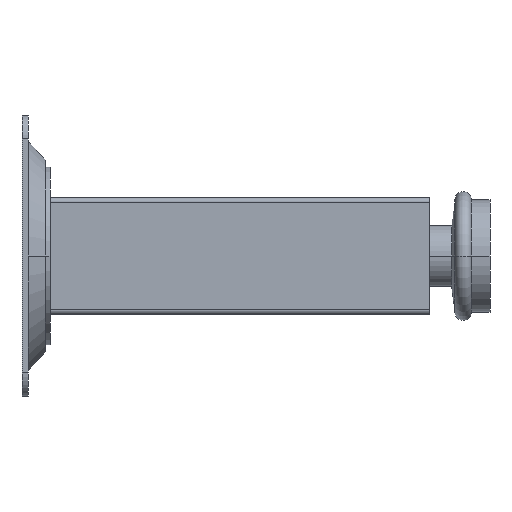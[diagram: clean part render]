
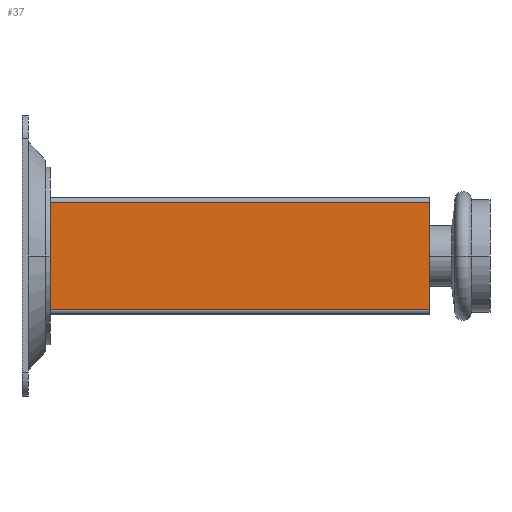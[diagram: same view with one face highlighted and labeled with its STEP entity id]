
A CAD part, left-side view. The second image highlights one B-rep face of the part: STEP entity #37.
In plain terms, the highlighted planar face has unit normal (-1, 0, 0).
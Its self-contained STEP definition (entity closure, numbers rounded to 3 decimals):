
#15 = CARTESIAN_POINT ( 'NONE',  ( -12.5, 179.701, -11.5 ) ) ;
#37 = ADVANCED_FACE ( 'NONE', ( #867 ), #773, .T. ) ;
#89 = EDGE_LOOP ( 'NONE', ( #778, #1241, #375, #113 ) ) ;
#113 = ORIENTED_EDGE ( 'NONE', *, *, #949, .T. ) ;
#116 = CARTESIAN_POINT ( 'NONE',  ( -12.5, 13., -11.5 ) ) ;
#181 = VECTOR ( 'NONE', #1249, 1000. ) ;
#192 = CARTESIAN_POINT ( 'NONE',  ( -12.5, 94., 11.5 ) ) ;
#253 = DIRECTION ( 'NONE',  ( 0., 0., 1. ) ) ;
#281 = VERTEX_POINT ( 'NONE', #116 ) ;
#299 = LINE ( 'NONE', #940, #1254 ) ;
#325 = CARTESIAN_POINT ( 'NONE',  ( -12.5, 179.701, 12.5 ) ) ;
#339 = LINE ( 'NONE', #15, #181 ) ;
#343 = VERTEX_POINT ( 'NONE', #1147 ) ;
#375 = ORIENTED_EDGE ( 'NONE', *, *, #977, .F. ) ;
#386 = VERTEX_POINT ( 'NONE', #967 ) ;
#412 = LINE ( 'NONE', #1119, #1116 ) ;
#472 = AXIS2_PLACEMENT_3D ( 'NONE', #325, #1156, #253 ) ;
#626 = DIRECTION ( 'NONE',  ( 0., 1., 0. ) ) ;
#712 = EDGE_CURVE ( 'NONE', #386, #281, #339, .T. ) ;
#773 = PLANE ( 'NONE',  #472 ) ;
#778 = ORIENTED_EDGE ( 'NONE', *, *, #1252, .T. ) ;
#804 = LINE ( 'NONE', #1192, #1074 ) ;
#823 = DIRECTION ( 'NONE',  ( 0., 0., -1. ) ) ;
#867 = FACE_OUTER_BOUND ( 'NONE', #89, .T. ) ;
#940 = CARTESIAN_POINT ( 'NONE',  ( -12.5, 94., 12.5 ) ) ;
#949 = EDGE_CURVE ( 'NONE', #343, #1258, #804, .T. ) ;
#967 = CARTESIAN_POINT ( 'NONE',  ( -12.5, 94., -11.5 ) ) ;
#977 = EDGE_CURVE ( 'NONE', #343, #281, #412, .T. ) ;
#1074 = VECTOR ( 'NONE', #626, 1000. ) ;
#1116 = VECTOR ( 'NONE', #823, 1000. ) ;
#1119 = CARTESIAN_POINT ( 'NONE',  ( -12.5, 13., 12.5 ) ) ;
#1147 = CARTESIAN_POINT ( 'NONE',  ( -12.5, 13., 11.5 ) ) ;
#1156 = DIRECTION ( 'NONE',  ( -1., 0., 0. ) ) ;
#1192 = CARTESIAN_POINT ( 'NONE',  ( -12.5, 179.701, 11.5 ) ) ;
#1239 = DIRECTION ( 'NONE',  ( 0., 0., -1. ) ) ;
#1241 = ORIENTED_EDGE ( 'NONE', *, *, #712, .T. ) ;
#1249 = DIRECTION ( 'NONE',  ( 0., -1., 0. ) ) ;
#1252 = EDGE_CURVE ( 'NONE', #1258, #386, #299, .T. ) ;
#1254 = VECTOR ( 'NONE', #1239, 1000. ) ;
#1258 = VERTEX_POINT ( 'NONE', #192 ) ;
